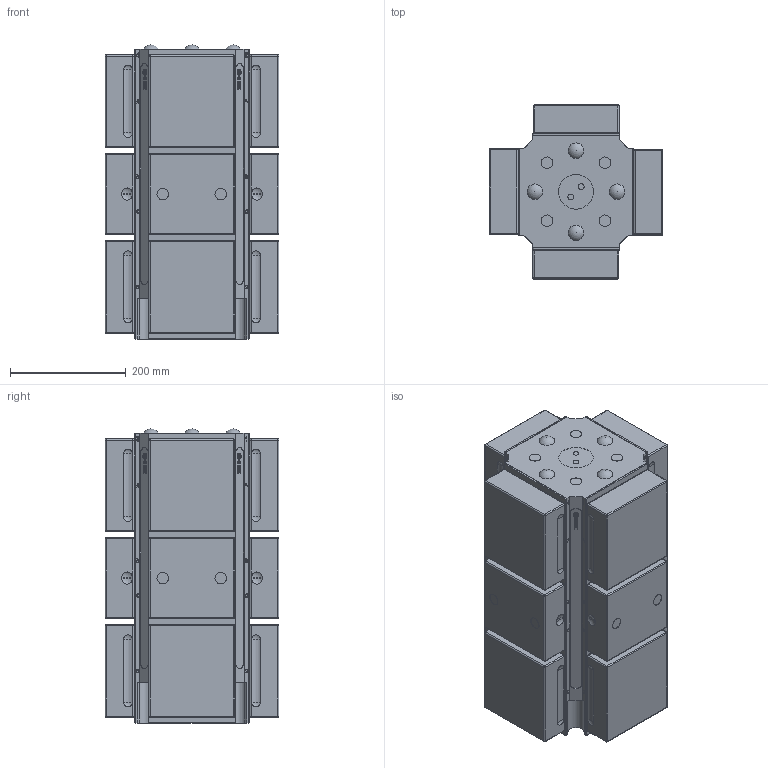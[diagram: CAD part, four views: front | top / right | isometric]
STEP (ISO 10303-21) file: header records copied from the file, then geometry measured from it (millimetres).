
FILE_DESCRIPTION((''),'2;1');
FILE_NAME('5ML1550-41.stp','2014-05-01T16:03:02',('Dayne Stauffer'),(''),'Autodesk Inventor 2013','Autodesk Inventor 2013','');
FILE_SCHEMA(('AUTOMOTIVE_DESIGN { 1 0 10303 214 1 1 1 1 }'));
Length unit declared in the file: millimetre
Products named in the file (6): 5ML1550-41; 5CLM1550-41; 5CP1550-ST; 5DS1550-15-50; 5FJ1550-15-50; 5MJ1550-15-50
Assembly tree (12 placements, depth 3):
  5ML1550-41
    5CLM1550-41
    5CP1550-ST  x4
    5DS1550-15-50  x4
      5FJ1550-15-50
      5MJ1550-15-50
Bounding box: 300 x 300 x 507.2 mm (x, y, z)
Volume: 28187201 mm3; surface area: 2215226.4 mm2
Topology: 17 solids, 17 shells, 6609 faces, 17868 edges, 11743 vertices
Faces by surface type: plane 5320, bspline 625, cylinder 464, sphere 148, cone 52
Full cylindrical faces by diameter (mm): 4.917 x4, 8.5 x8, 8.65 x8, 10 x2, 10.106 x8, 10.325 x24, 10.5 x8, 11 x24, 17 x16, 18 x16, 18.15 x24, 20 x20, 26.97 x24, 49.88 x1, 59.98 x1
Entity records: 75100 total; most frequent: CARTESIAN_POINT 18982, ORIENTED_EDGE 11630, DIRECTION 9399, EDGE_CURVE 5815, VECTOR 4413, LINE 4413, VERTEX_POINT 3960, EDGE_LOOP 2839
